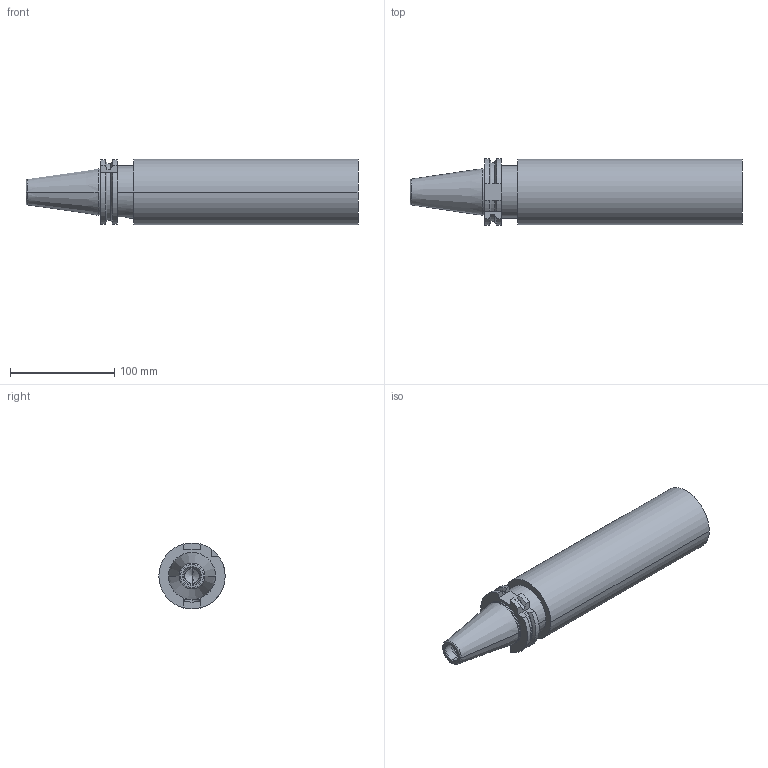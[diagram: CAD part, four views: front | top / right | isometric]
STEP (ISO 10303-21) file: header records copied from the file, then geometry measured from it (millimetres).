
FILE_DESCRIPTION (( 'STEP AP203' ), '1' );
FILE_NAME ('S.S40.1063.250.STEP', '2018-07-14T04:09:41', ( '' ), ( '' ), 'SwSTEP 2.0', 'SolidWorks 2013', '' );
FILE_SCHEMA (( 'CONFIG_CONTROL_DESIGN' ));
Length unit declared in the file: millimetre
Products named in the file (1): S.S40.1063.250
Bounding box: 318.4 x 63.55 x 63 mm (x, y, z)
Volume: 807156.7 mm3; surface area: 66282.7 mm2
Topology: 1 solids, 1 shells, 67 faces, 170 edges, 107 vertices
Faces by surface type: cylinder 24, plane 21, cone 16, torus 6
Entity records: 2148 total; most frequent: CARTESIAN_POINT 425, DIRECTION 365, ORIENTED_EDGE 336, EDGE_CURVE 168, AXIS2_PLACEMENT_3D 143, VERTEX_POINT 107, VECTOR 79, LINE 79
